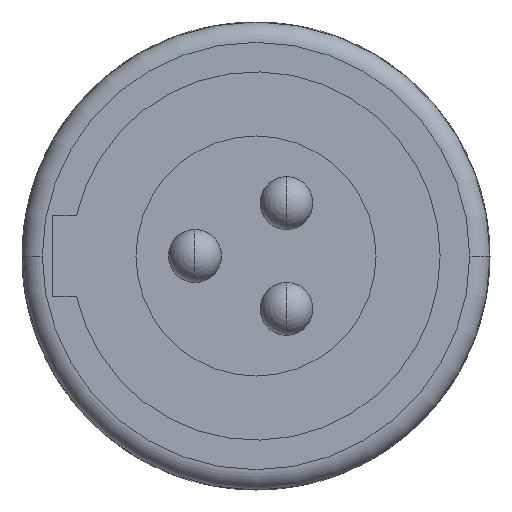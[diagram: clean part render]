
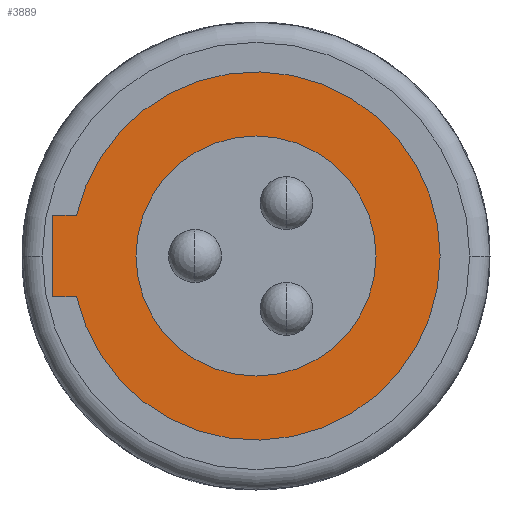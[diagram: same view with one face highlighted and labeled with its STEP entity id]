
A CAD part, left-side view. The second image highlights one B-rep face of the part: STEP entity #3889.
In plain terms, the highlighted planar face has unit normal (-1, 0, 0).
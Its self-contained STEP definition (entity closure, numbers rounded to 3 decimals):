
#1=DIRECTION('',(0.,1.,0.));
#2=VECTOR('',#1,0.587);
#3=CARTESIAN_POINT('',(0.,4.413,-1.));
#4=LINE('',#3,#2);
#5=DIRECTION('',(0.,0.,1.));
#6=VECTOR('',#5,2.);
#7=CARTESIAN_POINT('',(0.,5.,-1.));
#8=LINE('',#7,#6);
#9=DIRECTION('',(0.,-1.,0.));
#10=VECTOR('',#9,0.587);
#11=CARTESIAN_POINT('',(0.,5.,1.));
#12=LINE('',#11,#10);
#13=CARTESIAN_POINT('',(0.,0.,0.));
#14=DIRECTION('',(1.,0.,0.));
#15=DIRECTION('',(0.,0.,-1.));
#16=AXIS2_PLACEMENT_3D('',#13,#14,#15);
#18=CARTESIAN_POINT('',(0.,0.,0.));
#19=DIRECTION('',(1.,0.,0.));
#20=DIRECTION('',(0.,0.,1.));
#21=AXIS2_PLACEMENT_3D('',#18,#19,#20);
#32=CARTESIAN_POINT('',(0.,0.,0.));
#33=DIRECTION('',(-1.,0.,0.));
#34=DIRECTION('',(0.,0.975,-0.221));
#35=AXIS2_PLACEMENT_3D('',#32,#33,#34);
#3535=CARTESIAN_POINT('',(0.,0.,-2.95));
#3536=VERTEX_POINT('',#3535);
#3537=CARTESIAN_POINT('',(0.,0.,2.95));
#3538=VERTEX_POINT('',#3537);
#3673=CARTESIAN_POINT('',(0.,5.,-1.));
#3674=CARTESIAN_POINT('',(0.,5.,1.));
#3675=VERTEX_POINT('',#3673);
#3676=VERTEX_POINT('',#3674);
#3677=CARTESIAN_POINT('',(0.,4.413,-1.));
#3678=VERTEX_POINT('',#3677);
#3679=CARTESIAN_POINT('',(0.,4.413,1.));
#3680=VERTEX_POINT('',#3679);
#3868=CARTESIAN_POINT('',(0.,0.,0.));
#3869=DIRECTION('',(1.,0.,0.));
#3870=DIRECTION('',(0.,0.,-1.));
#3871=AXIS2_PLACEMENT_3D('',#3868,#3869,#3870);
#3872=PLANE('',#3871);
#3874=ORIENTED_EDGE('',*,*,#3873,.F.);
#3876=ORIENTED_EDGE('',*,*,#3875,.T.);
#3878=ORIENTED_EDGE('',*,*,#3877,.T.);
#3880=ORIENTED_EDGE('',*,*,#3879,.T.);
#3881=EDGE_LOOP('',(#3874,#3876,#3878,#3880));
#3882=FACE_OUTER_BOUND('',#3881,.F.);
#3884=ORIENTED_EDGE('',*,*,#3883,.F.);
#3886=ORIENTED_EDGE('',*,*,#3885,.F.);
#3887=EDGE_LOOP('',(#3884,#3886));
#3888=FACE_BOUND('',#3887,.F.);
#3889=ADVANCED_FACE('',(#3882,#3888),#3872,.F.);
#17=CIRCLE('',#16,2.95);
#22=CIRCLE('',#21,2.95);
#36=CIRCLE('',#35,4.525);
#3873=EDGE_CURVE('',#3678,#3680,#36,.T.);
#3875=EDGE_CURVE('',#3678,#3675,#4,.T.);
#3877=EDGE_CURVE('',#3675,#3676,#8,.T.);
#3879=EDGE_CURVE('',#3676,#3680,#12,.T.);
#3883=EDGE_CURVE('',#3536,#3538,#17,.T.);
#3885=EDGE_CURVE('',#3538,#3536,#22,.T.);
